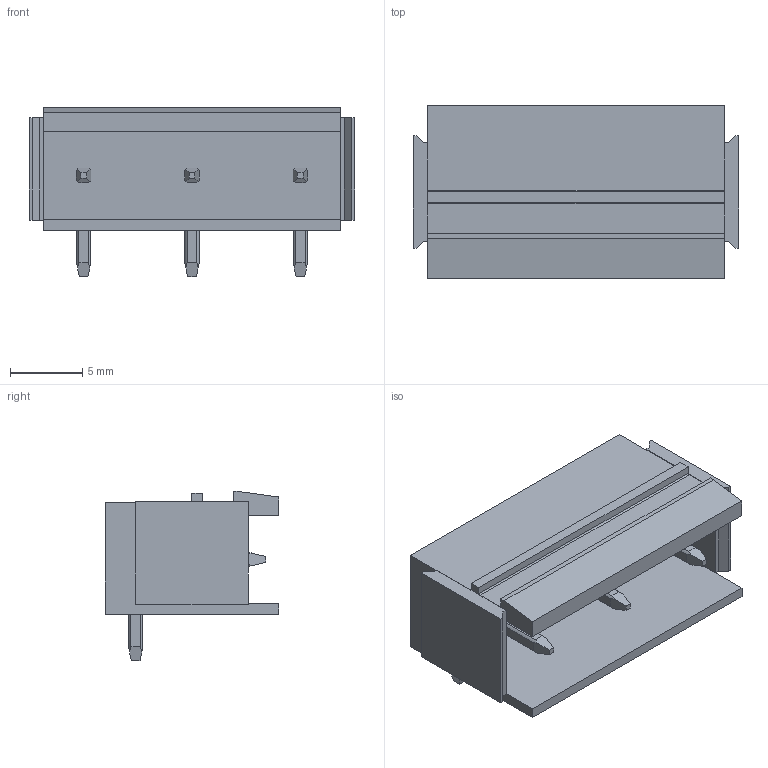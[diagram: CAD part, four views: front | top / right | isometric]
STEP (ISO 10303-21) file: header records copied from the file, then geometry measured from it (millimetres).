
FILE_DESCRIPTION(('CATIA V5 STEP Exchange','CAx-IF Rec.Pracs.--- Model Styling and Organization---1.2---2011-12-15'),'2;1');
FILE_NAME ('D1453811_0_1628480000_1628480000.stp','2018-10-29T04:14:08+00:00',('none'),('Weidmueller'),'CATIA Version 5-6 Release 2014','CATIA V5 STEP AP214','none');
FILE_SCHEMA(('AUTOMOTIVE_DESIGN { 1 0 10303 214 1 1 1 1 }'));
Length unit declared in the file: millimetre
Products named in the file (1): 1628480000
Bounding box: 22.5 x 12 x 11.7 mm (x, y, z)
Volume: 1010.2 mm3; surface area: 1738.6 mm2
Topology: 4 solids, 4 shells, 161 faces, 423 edges, 270 vertices
Faces by surface type: plane 111, cylinder 50
Entity records: 4460 total; most frequent: CARTESIAN_POINT 992, ORIENTED_EDGE 846, DIRECTION 493, EDGE_CURVE 417, VECTOR 293, LINE 293, VERTEX_POINT 262, EDGE_LOOP 167
